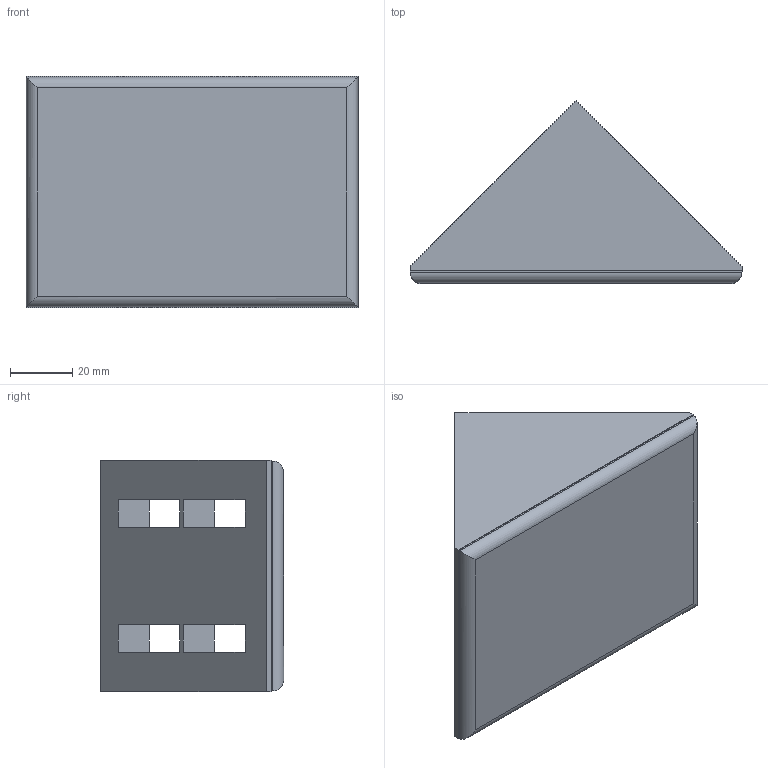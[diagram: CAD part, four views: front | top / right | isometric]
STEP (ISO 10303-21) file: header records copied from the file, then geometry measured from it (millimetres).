
FILE_DESCRIPTION (( 'STEP AP214' ), '1' );
FILE_NAME ('72683001', '2019-02-04T10:22:12', ( '' ), ('JUGARD+KÜNSTNER GmbH'), 'SwSTEP 2.0', 'SolidWorks 2017', '' );
FILE_SCHEMA (( 'AUTOMOTIVE_DESIGN' ));
Length unit declared in the file: millimetre
Products named in the file (1): 72683001_CNAJF00
Bounding box: 106.26 x 58.63 x 74 mm (x, y, z)
Volume: 105150.5 mm3; surface area: 44956.4 mm2
Topology: 1 solids, 1 shells, 54 faces, 143 edges, 94 vertices
Faces by surface type: plane 49, cylinder 5
Entity records: 1798 total; most frequent: CARTESIAN_POINT 304, ORIENTED_EDGE 286, DIRECTION 251, EDGE_CURVE 143, VECTOR 137, LINE 137, VERTEX_POINT 94, EDGE_LOOP 71
